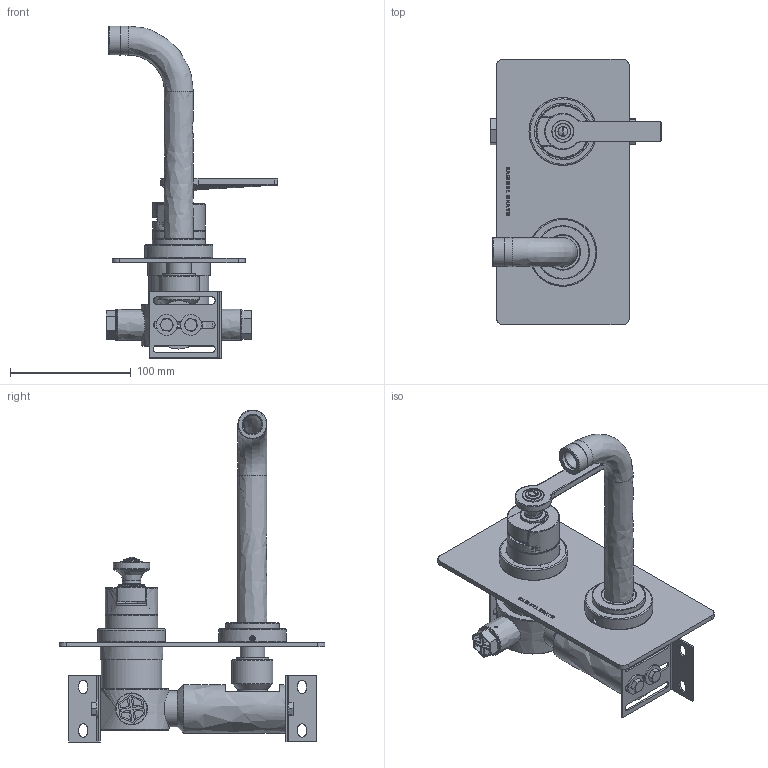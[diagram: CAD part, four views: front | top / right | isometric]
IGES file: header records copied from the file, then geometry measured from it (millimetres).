
Global section: file name: V7KA20S-2LF-LH; native system: Autodesk Inventor 2020; preprocessor: unknown; author: rclarke; date: 20230106.133158; units: millimetre
Bounding box: 142.02 x 220 x 274.64 mm (x, y, z)
Volume: 505581.1 mm3; surface area: 260850.5 mm2
Topology: 48 solids, 48 shells, 2297 faces, 6042 edges, 3956 vertices
Faces by surface type: bspline 2297
